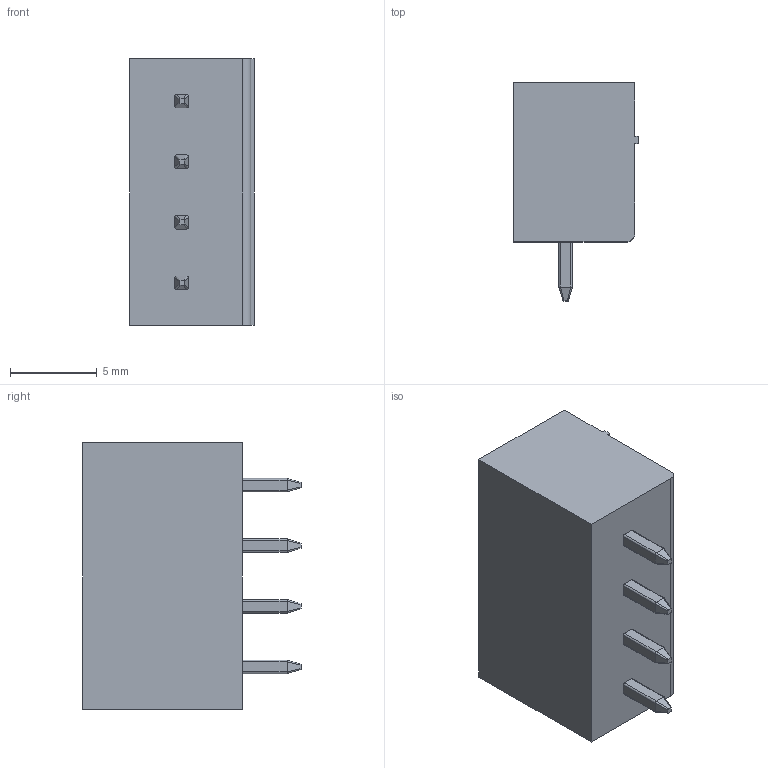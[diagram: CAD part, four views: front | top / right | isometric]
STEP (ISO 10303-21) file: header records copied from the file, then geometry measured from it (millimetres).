
FILE_DESCRIPTION((''),'2;1');
FILE_NAME('11879_1_STL1550_4_35-V-G.stp','2014-02-11T13:28:37',('swilken'),(''),'Autodesk Inventor 2011','Autodesk Inventor 2011','');
FILE_SCHEMA(('AUTOMOTIVE_DESIGN { 1 0 10303 214 1 1 1 1 }'));
Length unit declared in the file: millimetre
Products named in the file (1): 11879_1_STL1550_4_35-V-G
Bounding box: 7.2 x 12.6 x 15.4 mm (x, y, z)
Volume: 549.5 mm3; surface area: 1399.7 mm2
Topology: 1 solids, 1 shells, 317 faces, 813 edges, 514 vertices
Faces by surface type: plane 204, cylinder 69, bspline 32, cone 8, torus 4
Entity records: 10011 total; most frequent: CARTESIAN_POINT 2333, ORIENTED_EDGE 1610, DIRECTION 1539, EDGE_CURVE 805, VECTOR 579, LINE 579, VERTEX_POINT 514, AXIS2_PLACEMENT_3D 480
